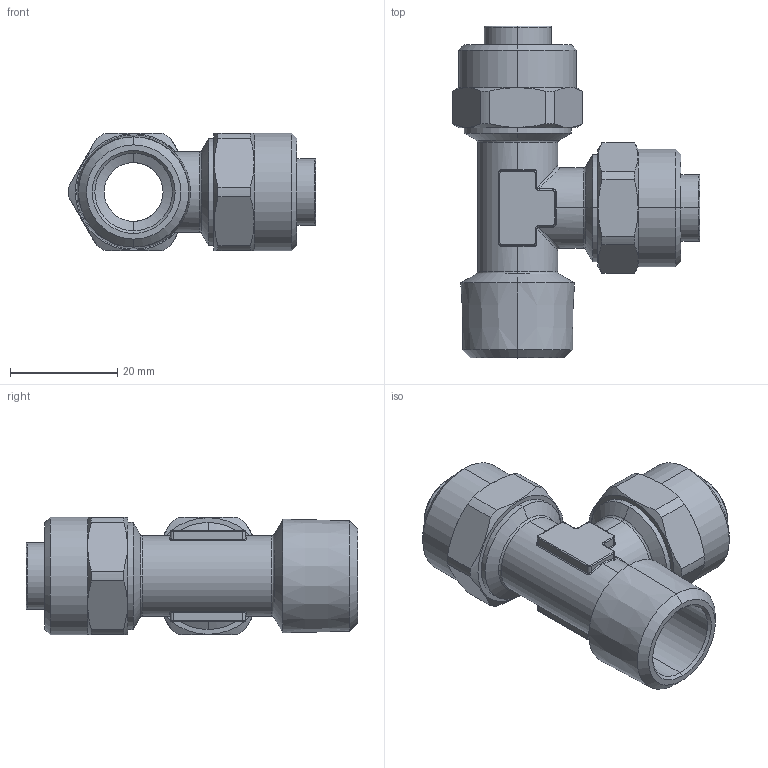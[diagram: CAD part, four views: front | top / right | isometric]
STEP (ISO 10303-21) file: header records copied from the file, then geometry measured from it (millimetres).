
FILE_DESCRIPTION (( 'STEP AP203' ), '1' );
FILE_NAME ('02110084.STEP', '2011-09-29T14:20:58', ( '' ), ( 'sopra-pneumatic' ), 'SwSTEP 2.0', 'SolidWorks 2011', '' );
FILE_SCHEMA (( 'CONFIG_CONTROL_DESIGN' ));
Length unit declared in the file: millimetre
Products named in the file (1): 02110084
Bounding box: 46.2 x 62 x 22 mm (x, y, z)
Volume: 15585.1 mm3; surface area: 10164.6 mm2
Topology: 1 solids, 1 shells, 226 faces, 522 edges, 303 vertices
Faces by surface type: cylinder 86, cone 42, plane 39, torus 33, bspline 26
Entity records: 7141 total; most frequent: CARTESIAN_POINT 2064, DIRECTION 1086, ORIENTED_EDGE 1044, EDGE_CURVE 522, AXIS2_PLACEMENT_3D 457, VERTEX_POINT 303, CIRCLE 256, EDGE_LOOP 235
